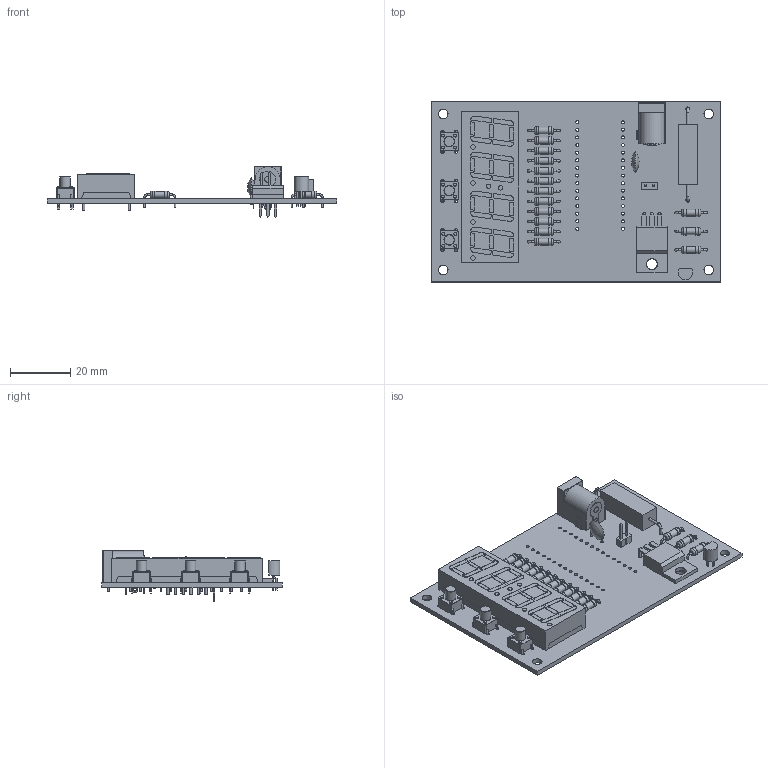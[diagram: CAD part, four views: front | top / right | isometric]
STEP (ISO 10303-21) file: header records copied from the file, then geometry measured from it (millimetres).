
FILE_DESCRIPTION(('KiCad electronic assembly'),'2;1');
FILE_NAME('board.step','2024-08-25T13:34:56',('Pcbnew'),('Kicad'), 'Open CASCADE STEP processor 7.6','KiCad to STEP converter','Unknown' );
FILE_SCHEMA(('AUTOMOTIVE_DESIGN { 1 0 10303 214 1 1 1 1 }'));
Length unit declared in the file: millimetre
Products named in the file (20): board 1; R_Axial_DIN0207_L6.3mm_D2.5mm_P10.16mm_Horizontal; R_Axial_DIN0207_L63mm_D25mm_P1016mm_Horizontal; PinHeader_1x02_P2.54mm_Vertical; PinHeader_1x02_P254mm_Vertical; SW_PUSH_6mm_H7.3mm; SW_PUSH_6mm_h7.3mm; R_Axial_Power_L20.0mm_W6.4mm_P30.48mm; R_Axial_Power_L200mm_W64mm_P3048mm; TO-92; TO-92_Narrow; BarrelJack_Horizontal; C_Disc_D7.0mm_W2.5mm_P5.00mm; C_Disc_D70mm_W25mm_P500mm; TO-220-3_Horizontal_TabDown; CA56-12SURKWA; Body_sp; board_PCB
Assembly tree (35 placements, depth 3):
  board 1
    R_Axial_DIN0207_L6.3mm_D2.5mm_P10.16mm_Horizontal  x15
      R_Axial_DIN0207_L63mm_D25mm_P1016mm_Horizontal
    PinHeader_1x02_P2.54mm_Vertical
      PinHeader_1x02_P254mm_Vertical
    SW_PUSH_6mm_H7.3mm  x3
      SW_PUSH_6mm_h7.3mm
    R_Axial_Power_L20.0mm_W6.4mm_P30.48mm
      R_Axial_Power_L200mm_W64mm_P3048mm
    TO-92
      TO-92_Narrow
    BarrelJack_Horizontal
      BarrelJack_Horizontal
    C_Disc_D7.0mm_W2.5mm_P5.00mm
      C_Disc_D70mm_W25mm_P500mm
    TO-220-3_Horizontal_TabDown
      TO-220-3_Horizontal_TabDown
    CA56-12SURKWA
      Body_sp
    board_PCB
Bounding box: 96.5 x 60 x 17.03 mm (x, y, z)
Volume: 20019.2 mm3; surface area: 20526 mm2
Topology: 30 solids, 30 shells, 1161 faces, 2708 edges, 1733 vertices
Faces by surface type: plane 679, cylinder 404, torus 65, sphere 7, revolution 4, extrusion 2
Full cylindrical faces by diameter (mm): 0.5 x2, 0.6 x60, 0.75 x3, 0.8 x48, 1 x58, 1.1 x15, 1.2 x2, 1.5 x8, 2 x2, 2.25 x15, 2.5 x30, 3.2 x4, 3.5 x4, 3.735 x1, 6.3 x1
Entity records: 27149 total; most frequent: CARTESIAN_POINT 4682, DIRECTION 3718, ORIENTED_EDGE 3538, EDGE_CURVE 1769, VECTOR 1292, LINE 1290, AXIS2_PLACEMENT_3D 1211, VERTEX_POINT 1151
